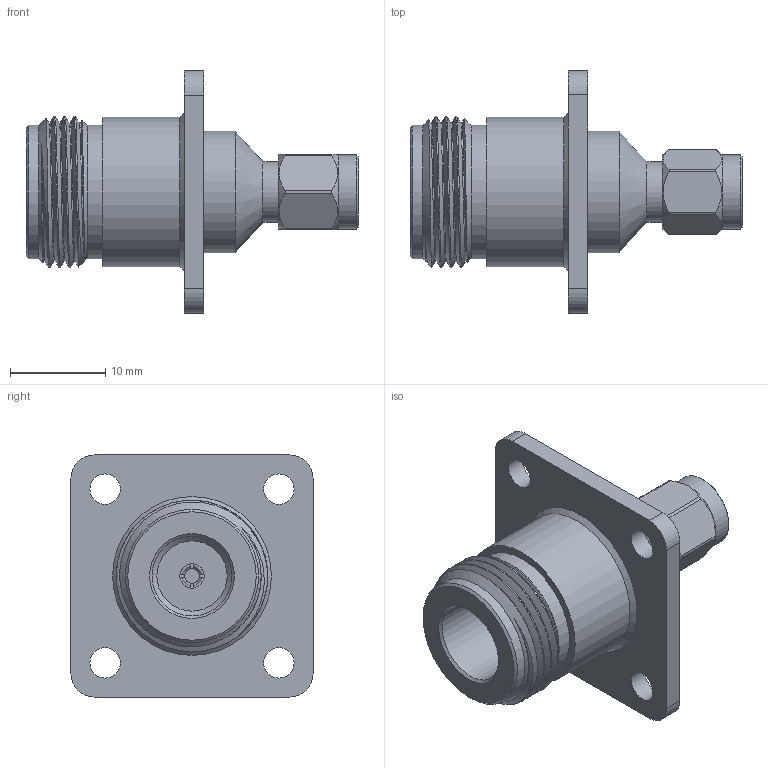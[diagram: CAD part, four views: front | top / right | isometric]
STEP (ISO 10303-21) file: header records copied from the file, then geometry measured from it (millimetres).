
FILE_DESCRIPTION (( 'STEP AP203' ), '1' );
FILE_NAME ('PE9105_3D.step', '2021-11-01T22:59:24', ( '' ), ( '' ), 'SwSTEP 2.0', 'SolidWorks 2021', '' );
FILE_SCHEMA (( 'CONFIG_CONTROL_DESIGN' ));
Length unit declared in the file: inch
Products named in the file (1): PE9105_3D
Bounding box: 34.8 x 25.4 x 25.4 mm (x, y, z)
Volume: 4666.6 mm3; surface area: 3810.1 mm2
Topology: 1 solids, 2 shells, 112 faces, 291 edges, 196 vertices
Faces by surface type: plane 43, cylinder 41, cone 20, bspline 8
Full cylindrical faces by diameter (mm): 0.94 x1, 1.194 x1, 1.524 x1, 2.54 x1, 3.2 x4, 4.445 x1, 6.35 x7, 6.604 x1, 7.366 x1, 7.762 x1, 8.382 x1, 11.674 x1, 12.784 x1, 12.937 x1, 13.971 x2, 15.477 x1, 15.629 x1, 15.638 x1
Entity records: 6327 total; most frequent: CARTESIAN_POINT 3895, ORIENTED_EDGE 468, DIRECTION 456, EDGE_CURVE 234, AXIS2_PLACEMENT_3D 198, VERTEX_POINT 183, EDGE_LOOP 167, FACE_OUTER_BOUND 130
